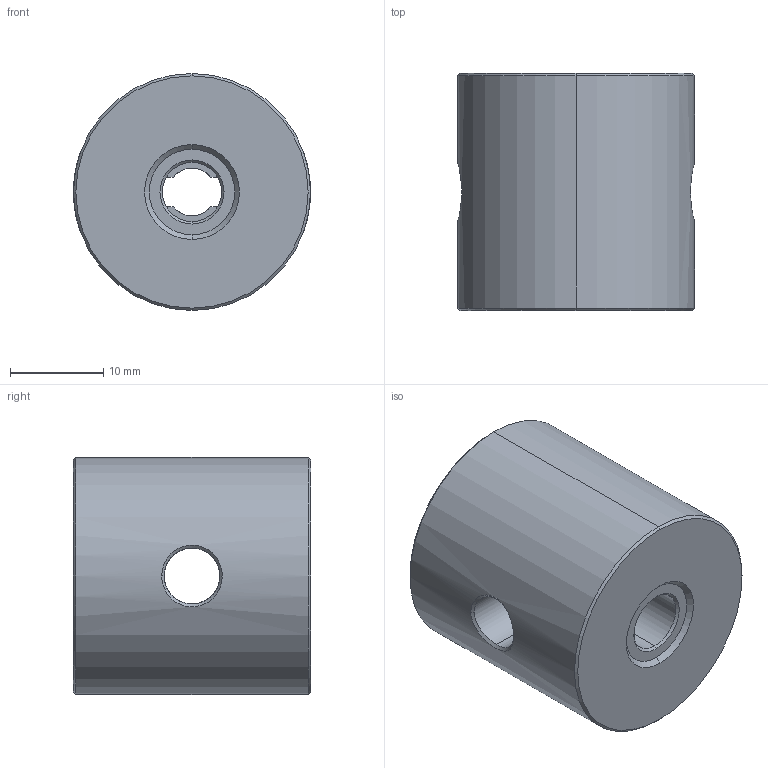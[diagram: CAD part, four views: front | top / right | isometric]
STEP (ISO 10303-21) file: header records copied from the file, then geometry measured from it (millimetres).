
FILE_DESCRIPTION (( 'STEP AP214' ), '1' );
FILE_NAME ('2835-E0W.STEP', '2014-06-13T12:53:42', ( '' ), ( '' ), 'SwSTEP 2.0', 'SolidWorks 2012', '' );
FILE_SCHEMA (( 'AUTOMOTIVE_DESIGN' ));
Length unit declared in the file: inch
Products named in the file (1): 2835-E0W
Bounding box: 25.37 x 25.4 x 25.37 mm (x, y, z)
Volume: 11454.2 mm3; surface area: 3713.4 mm2
Topology: 1 solids, 1 shells, 38 faces, 92 edges, 58 vertices
Faces by surface type: cylinder 14, cone 12, plane 8, bspline 4
Entity records: 2078 total; most frequent: CARTESIAN_POINT 667, ORIENTED_EDGE 184, DIRECTION 176, EDGE_CURVE 92, AXIS2_PLACEMENT_3D 73, VERTEX_POINT 58, EDGE_LOOP 46, UNCERTAINTY_MEASURE_WITH_UNIT 41
